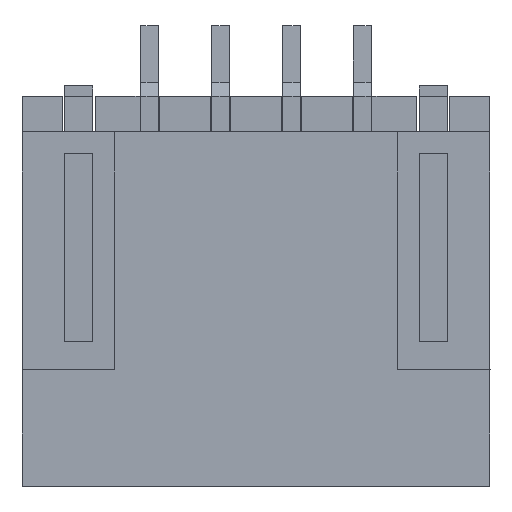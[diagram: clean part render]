
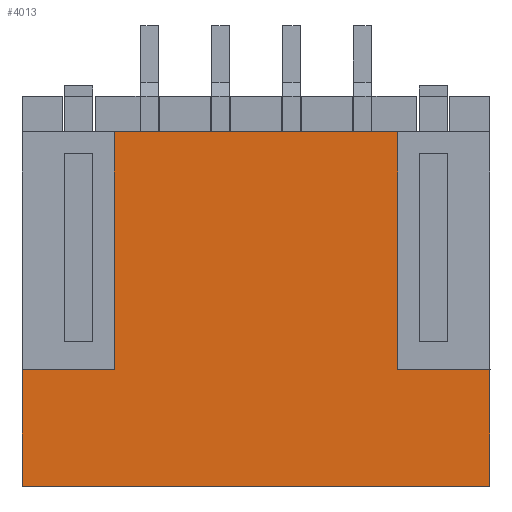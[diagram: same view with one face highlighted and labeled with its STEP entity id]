
A CAD part, front view. The second image highlights one B-rep face of the part: STEP entity #4013.
In plain terms, the highlighted planar face has unit normal (0, -1, 0).
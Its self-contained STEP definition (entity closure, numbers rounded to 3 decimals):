
#2=DIRECTION('',(1.,0.,0.));
#3=VECTOR('',#2,6.6);
#4=CARTESIAN_POINT('',(-16.3,0.,-5.5));
#5=LINE('210695',#4,#3);
#346=DIRECTION('',(-1.,0.,0.));
#347=VECTOR('',#346,4.);
#348=CARTESIAN_POINT('',(-11.,0.,-0.5));
#349=LINE('210694',#348,#347);
#1222=DIRECTION('',(0.,0.,1.));
#1223=VECTOR('',#1222,3.35);
#1224=CARTESIAN_POINT('',(-11.,0.,-3.85));
#1225=LINE('210618',#1224,#1223);
#1226=DIRECTION('',(-1.,0.,0.));
#1227=VECTOR('',#1226,1.3);
#1228=CARTESIAN_POINT('',(-9.7,0.,-3.85));
#1229=LINE('210621',#1228,#1227);
#1230=DIRECTION('',(0.,0.,-1.));
#1231=VECTOR('',#1230,1.65);
#1232=CARTESIAN_POINT('',(-9.7,0.,-3.85));
#1233=LINE('210619',#1232,#1231);
#1234=DIRECTION('',(0.,0.,-1.));
#1235=VECTOR('',#1234,3.35);
#1236=CARTESIAN_POINT('',(-15.,0.,-0.5));
#1237=LINE('208942',#1236,#1235);
#1266=DIRECTION('',(0.,0.,1.));
#1267=VECTOR('',#1266,1.65);
#1268=CARTESIAN_POINT('',(-16.3,0.,-5.5));
#1269=LINE('208945',#1268,#1267);
#1358=DIRECTION('',(-1.,0.,0.));
#1359=VECTOR('',#1358,1.3);
#1360=CARTESIAN_POINT('',(-15.,0.,-3.85));
#1361=LINE('208944',#1360,#1359);
#2010=CARTESIAN_POINT('',(-15.,0.,-0.5));
#2011=VERTEX_POINT('',#2010);
#2020=CARTESIAN_POINT('',(-15.,0.,-3.85));
#2021=VERTEX_POINT('',#2020);
#2022=CARTESIAN_POINT('',(-16.3,0.,-3.85));
#2023=VERTEX_POINT('',#2022);
#2024=CARTESIAN_POINT('',(-16.3,0.,-5.5));
#2025=VERTEX_POINT('',#2024);
#2106=CARTESIAN_POINT('',(-11.,0.,-3.85));
#2107=CARTESIAN_POINT('',(-11.,0.,-0.5));
#2108=VERTEX_POINT('',#2106);
#2109=VERTEX_POINT('',#2107);
#2110=CARTESIAN_POINT('',(-9.7,0.,-3.85));
#2111=CARTESIAN_POINT('',(-9.7,0.,-5.5));
#2112=VERTEX_POINT('',#2110);
#2113=VERTEX_POINT('',#2111);
#3993=CARTESIAN_POINT('',(0.,0.,-3.));
#3994=DIRECTION('',(0.,1.,0.));
#3995=DIRECTION('',(1.,0.,0.));
#3996=AXIS2_PLACEMENT_3D('',#3993,#3994,#3995);
#3997=PLANE('208191',#3996);
#3998=ORIENTED_EDGE('210694',*,*,#2433,.F.);
#4000=ORIENTED_EDGE('210618',*,*,#3999,.F.);
#4002=ORIENTED_EDGE('210621',*,*,#4001,.F.);
#4003=ORIENTED_EDGE('210619',*,*,#3973,.T.);
#4004=ORIENTED_EDGE('210695',*,*,#2143,.F.);
#4006=ORIENTED_EDGE('208945',*,*,#4005,.T.);
#4008=ORIENTED_EDGE('208944',*,*,#4007,.F.);
#4010=ORIENTED_EDGE('208942',*,*,#4009,.F.);
#4011=EDGE_LOOP('208191',(#3998,#4000,#4002,#4003,#4004,#4006,#4008,#4010));
#4012=FACE_OUTER_BOUND('208191',#4011,.F.);
#4013=ADVANCED_FACE('208191',(#4012),#3997,.F.);
#2143=EDGE_CURVE('210695',#2025,#2113,#5,.T.);
#2433=EDGE_CURVE('210694',#2109,#2011,#349,.T.);
#3973=EDGE_CURVE('210619',#2112,#2113,#1233,.T.);
#3999=EDGE_CURVE('210618',#2108,#2109,#1225,.T.);
#4001=EDGE_CURVE('210621',#2112,#2108,#1229,.T.);
#4005=EDGE_CURVE('208945',#2025,#2023,#1269,.T.);
#4007=EDGE_CURVE('208944',#2021,#2023,#1361,.T.);
#4009=EDGE_CURVE('208942',#2011,#2021,#1237,.T.);
